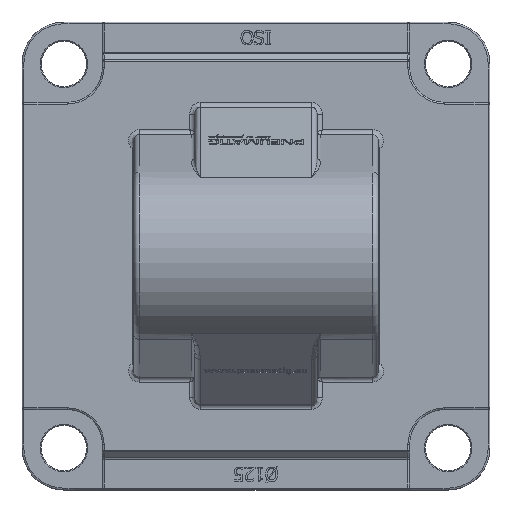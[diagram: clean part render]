
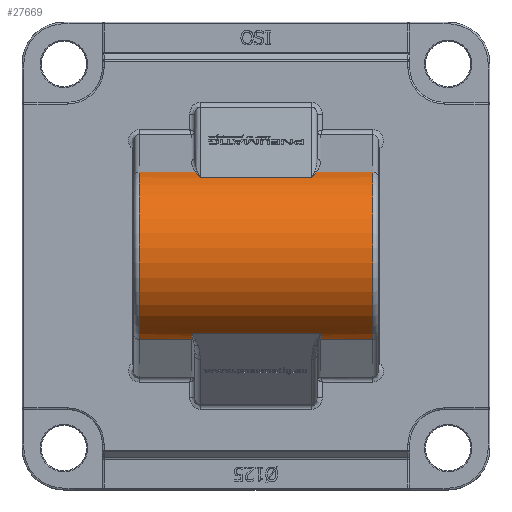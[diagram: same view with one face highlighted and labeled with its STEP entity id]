
A CAD part, top view. The second image highlights one B-rep face of the part: STEP entity #27669.
In plain terms, the highlighted cylindrical face has radius 25 mm (diameter 50 mm), a partial arc.
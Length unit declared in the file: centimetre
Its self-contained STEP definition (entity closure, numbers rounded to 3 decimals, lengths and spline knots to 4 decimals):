
#51=CYLINDRICAL_SURFACE($,#28480,2.5);
#228=CIRCLE($,#28481,2.5);
#229=CIRCLE($,#28482,2.5);
#230=CIRCLE($,#28483,2.5);
#231=CIRCLE($,#28484,2.5);
#2294=FACE_OUTER_BOUND($,#3885,.T.);
#3885=EDGE_LOOP($,(#23718,#23719,#23720,#23721,#23722,#23723,#23724,#23725,
#23726,#23727,#23728,#23729));
#4970=LINE($,#37263,#7123);
#5368=LINE($,#43372,#7521);
#5985=LINE($,#52859,#8138);
#5986=LINE($,#52863,#8139);
#5987=LINE($,#52868,#8140);
#5988=LINE($,#52872,#8141);
#7123=VECTOR($,#30139,3.7);
#7521=VECTOR($,#30725,3.2);
#8138=VECTOR($,#31600,1.6144);
#8139=VECTOR($,#31603,1.5);
#8140=VECTOR($,#31608,1.5);
#8141=VECTOR($,#31611,1.6144);
#10167=B_SPLINE_CURVE_WITH_KNOTS($,3,(#52746,#52747,#52748,#52749,#52750,
#52751),.UNSPECIFIED.,.F.,.F.,(4,2,4),(-0.4738,0.,0.002),
 .UNSPECIFIED.);
#10169=B_SPLINE_CURVE_WITH_KNOTS($,3,(#52873,#52874,#52875,#52876,#52877,
#52878),.UNSPECIFIED.,.F.,.F.,(4,2,4),(-0.0019,0.,0.4739),
 .UNSPECIFIED.);
#10912=VERTEX_POINT($,#37235);
#10920=VERTEX_POINT($,#37256);
#11814=VERTEX_POINT($,#43366);
#11816=VERTEX_POINT($,#43370);
#12440=VERTEX_POINT($,#52744);
#12450=VERTEX_POINT($,#52858);
#12451=VERTEX_POINT($,#52860);
#12452=VERTEX_POINT($,#52862);
#12453=VERTEX_POINT($,#52865);
#12454=VERTEX_POINT($,#52867);
#12455=VERTEX_POINT($,#52869);
#12456=VERTEX_POINT($,#52871);
#13951=EDGE_CURVE($,#10912,#10920,#4970,.T.);
#15050=EDGE_CURVE($,#11816,#11814,#5368,.T.);
#16270=EDGE_CURVE($,#12440,#11816,#10167,.T.);
#16288=EDGE_CURVE($,#12450,#12440,#5985,.T.);
#16289=EDGE_CURVE($,#12451,#12450,#228,.T.);
#16290=EDGE_CURVE($,#12451,#12452,#5986,.T.);
#16291=EDGE_CURVE($,#10912,#12452,#229,.T.);
#16292=EDGE_CURVE($,#12453,#10920,#230,.T.);
#16293=EDGE_CURVE($,#12453,#12454,#5987,.T.);
#16294=EDGE_CURVE($,#12455,#12454,#231,.T.);
#16295=EDGE_CURVE($,#12456,#12455,#5988,.T.);
#16296=EDGE_CURVE($,#11814,#12456,#10169,.T.);
#23718=ORIENTED_EDGE($,*,*,#16270,.F.);
#23719=ORIENTED_EDGE($,*,*,#16288,.F.);
#23720=ORIENTED_EDGE($,*,*,#16289,.F.);
#23721=ORIENTED_EDGE($,*,*,#16290,.T.);
#23722=ORIENTED_EDGE($,*,*,#16291,.F.);
#23723=ORIENTED_EDGE($,*,*,#13951,.T.);
#23724=ORIENTED_EDGE($,*,*,#16292,.F.);
#23725=ORIENTED_EDGE($,*,*,#16293,.T.);
#23726=ORIENTED_EDGE($,*,*,#16294,.F.);
#23727=ORIENTED_EDGE($,*,*,#16295,.F.);
#23728=ORIENTED_EDGE($,*,*,#16296,.F.);
#23729=ORIENTED_EDGE($,*,*,#15050,.F.);
#27669=ADVANCED_FACE($,(#2294),#51,.T.);
#28480=AXIS2_PLACEMENT_3D($,#52857,#31598,#31599);
#28481=AXIS2_PLACEMENT_3D($,#52861,#31601,#31602);
#28482=AXIS2_PLACEMENT_3D($,#52864,#31604,#31605);
#28483=AXIS2_PLACEMENT_3D($,#52866,#31606,#31607);
#28484=AXIS2_PLACEMENT_3D($,#52870,#31609,#31610);
#30139=DIRECTION($,(1.,0.,0.));
#30725=DIRECTION($,(1.,0.,0.));
#31598=DIRECTION('center_axis',(1.,0.,0.));
#31599=DIRECTION('ref_axis',(0.,0.959,0.285));
#31600=DIRECTION($,(1.,0.,0.));
#31601=DIRECTION('center_axis',(-1.,0.,0.));
#31602=DIRECTION('ref_axis',(0.,0.,1.));
#31603=DIRECTION($,(1.,0.,0.));
#31604=DIRECTION('center_axis',(1.,0.,0.));
#31605=DIRECTION('ref_axis',(0.,-0.93,0.368));
#31606=DIRECTION('center_axis',(-1.,0.,0.));
#31607=DIRECTION('ref_axis',(0.,-0.93,0.368));
#31608=DIRECTION($,(1.,0.,0.));
#31609=DIRECTION('center_axis',(1.,0.,0.));
#31610=DIRECTION('ref_axis',(0.,0.,1.));
#31611=DIRECTION($,(1.,0.,0.));
#37235=CARTESIAN_POINT('',(-1.85,-2.235,6.1202));
#37256=CARTESIAN_POINT('',(1.85,-2.235,6.1202));
#37263=CARTESIAN_POINT($,(-1.85,-2.235,6.1202));
#43366=CARTESIAN_POINT('',(1.6,2.235,6.1202));
#43370=CARTESIAN_POINT('',(-1.6,2.235,6.1202));
#43372=CARTESIAN_POINT($,(-1.6,2.235,6.1202));
#52744=CARTESIAN_POINT('',(-1.7356,2.3963,5.7124));
#52746=CARTESIAN_POINT('Ctrl Pts',(-1.7356,2.3963,5.7124));
#52747=CARTESIAN_POINT('Ctrl Pts',(-1.6944,2.3546,5.8529));
#52748=CARTESIAN_POINT('Ctrl Pts',(-1.6474,2.3007,5.9888));
#52749=CARTESIAN_POINT('Ctrl Pts',(-1.6004,2.2356,6.1191));
#52750=CARTESIAN_POINT('Ctrl Pts',(-1.6002,2.2353,6.1196));
#52751=CARTESIAN_POINT('Ctrl Pts',(-1.6,2.235,6.1202));
#52857=CARTESIAN_POINT('Origin',(0.,0.,5.));
#52858=CARTESIAN_POINT('',(-3.35,2.3963,5.7124));
#52859=CARTESIAN_POINT($,(-3.35,2.3963,5.7124));
#52860=CARTESIAN_POINT('',(-3.35,-2.3963,5.7124));
#52861=CARTESIAN_POINT('Origin',(-3.35,0.,5.));
#52862=CARTESIAN_POINT('',(-1.85,-2.3963,5.7124));
#52863=CARTESIAN_POINT($,(-3.35,-2.3963,5.7124));
#52864=CARTESIAN_POINT('Origin',(-1.85,0.,5.));
#52865=CARTESIAN_POINT('',(1.85,-2.3963,5.7124));
#52866=CARTESIAN_POINT('Origin',(1.85,0.,5.));
#52867=CARTESIAN_POINT('',(3.35,-2.3963,5.7124));
#52868=CARTESIAN_POINT($,(1.85,-2.3963,5.7124));
#52869=CARTESIAN_POINT('',(3.35,2.3963,5.7124));
#52870=CARTESIAN_POINT('Origin',(3.35,0.,5.));
#52871=CARTESIAN_POINT('',(1.7356,2.3963,5.7124));
#52872=CARTESIAN_POINT($,(1.7356,2.3963,5.7124));
#52873=CARTESIAN_POINT('Ctrl Pts',(1.6,2.235,6.1202));
#52874=CARTESIAN_POINT('Ctrl Pts',(1.6002,2.2353,6.1196));
#52875=CARTESIAN_POINT('Ctrl Pts',(1.6004,2.2355,6.1191));
#52876=CARTESIAN_POINT('Ctrl Pts',(1.6473,2.3007,5.9888));
#52877=CARTESIAN_POINT('Ctrl Pts',(1.6944,2.3546,5.8529));
#52878=CARTESIAN_POINT('Ctrl Pts',(1.7356,2.3963,5.7124));
